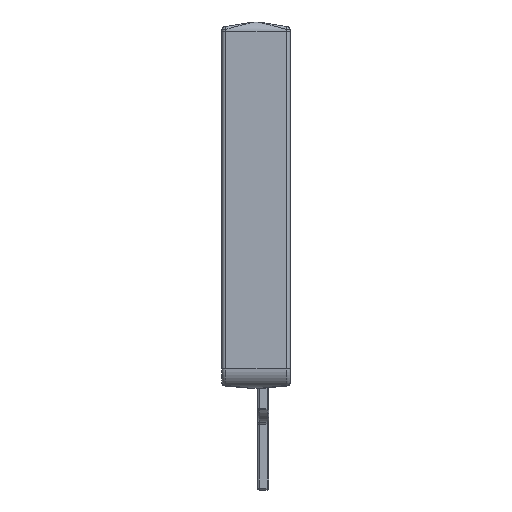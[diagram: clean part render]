
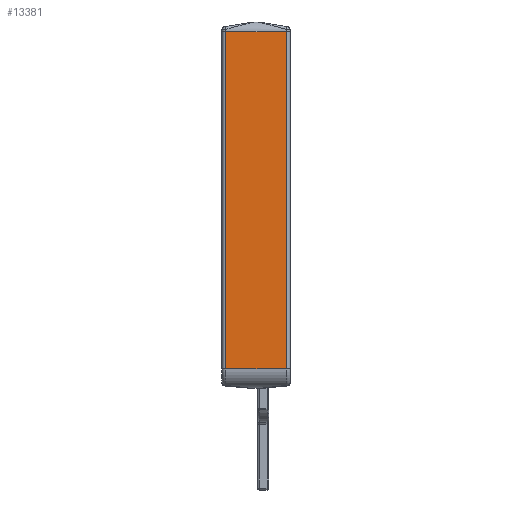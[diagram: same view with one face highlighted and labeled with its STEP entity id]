
A CAD part, left-side view. The second image highlights one B-rep face of the part: STEP entity #13381.
In plain terms, the highlighted planar face has unit normal (-1, 0, 0).
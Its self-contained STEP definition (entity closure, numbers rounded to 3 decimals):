
#182 = LINE ( 'NONE', #4560, #5814 ) ;
#641 = CARTESIAN_POINT ( 'NONE',  ( -11.15, -1.2, 2.794 ) ) ;
#1178 = VECTOR ( 'NONE', #14195, 1000. ) ;
#1648 = CARTESIAN_POINT ( 'NONE',  ( -11.15, -1.4, 2.794 ) ) ;
#2002 = EDGE_CURVE ( 'NONE', #5020, #9875, #182, .T. ) ;
#2645 = VERTEX_POINT ( 'NONE', #2756 ) ;
#2756 = CARTESIAN_POINT ( 'NONE',  ( -11.15, 1.96, 2.794 ) ) ;
#2768 = DIRECTION ( 'NONE',  ( 0., 0., 1. ) ) ;
#3778 = EDGE_CURVE ( 'NONE', #7349, #2645, #14024, .T. ) ;
#3965 = EDGE_CURVE ( 'NONE', #7349, #5020, #14193, .T. ) ;
#4023 = AXIS2_PLACEMENT_3D ( 'NONE', #1648, #9522, #2768 ) ;
#4139 = LINE ( 'NONE', #10735, #1178 ) ;
#4560 = CARTESIAN_POINT ( 'NONE',  ( -11.15, -1.4, 20.322 ) ) ;
#5003 = EDGE_LOOP ( 'NONE', ( #11934, #11236, #11568, #13797 ) ) ;
#5020 = VERTEX_POINT ( 'NONE', #10540 ) ;
#5330 = VECTOR ( 'NONE', #11720, 1000. ) ;
#5814 = VECTOR ( 'NONE', #11325, 1000. ) ;
#6416 = CARTESIAN_POINT ( 'NONE',  ( -11.15, -1.2, 20.322 ) ) ;
#7153 = PLANE ( 'NONE',  #4023 ) ;
#7349 = VERTEX_POINT ( 'NONE', #641 ) ;
#7558 = DIRECTION ( 'NONE',  ( 0., 0., 1. ) ) ;
#8123 = FACE_OUTER_BOUND ( 'NONE', #5003, .T. ) ;
#9410 = EDGE_CURVE ( 'NONE', #9875, #2645, #4139, .T. ) ;
#9430 = CARTESIAN_POINT ( 'NONE',  ( -11.15, -1.4, 2.794 ) ) ;
#9522 = DIRECTION ( 'NONE',  ( -1., 0., 0. ) ) ;
#9875 = VERTEX_POINT ( 'NONE', #11553 ) ;
#10540 = CARTESIAN_POINT ( 'NONE',  ( -11.15, -1.2, 20.322 ) ) ;
#10735 = CARTESIAN_POINT ( 'NONE',  ( -11.15, 1.96, 2.794 ) ) ;
#10784 = VECTOR ( 'NONE', #7558, 1000. ) ;
#11236 = ORIENTED_EDGE ( 'NONE', *, *, #9410, .T. ) ;
#11325 = DIRECTION ( 'NONE',  ( 0., 1., 0. ) ) ;
#11553 = CARTESIAN_POINT ( 'NONE',  ( -11.15, 1.96, 20.322 ) ) ;
#11568 = ORIENTED_EDGE ( 'NONE', *, *, #3778, .F. ) ;
#11720 = DIRECTION ( 'NONE',  ( 0., 1., 0. ) ) ;
#11934 = ORIENTED_EDGE ( 'NONE', *, *, #2002, .T. ) ;
#13381 = ADVANCED_FACE ( 'NONE', ( #8123 ), #7153, .T. ) ;
#13797 = ORIENTED_EDGE ( 'NONE', *, *, #3965, .T. ) ;
#14024 = LINE ( 'NONE', #9430, #5330 ) ;
#14193 = LINE ( 'NONE', #6416, #10784 ) ;
#14195 = DIRECTION ( 'NONE',  ( 0., 0., -1. ) ) ;
